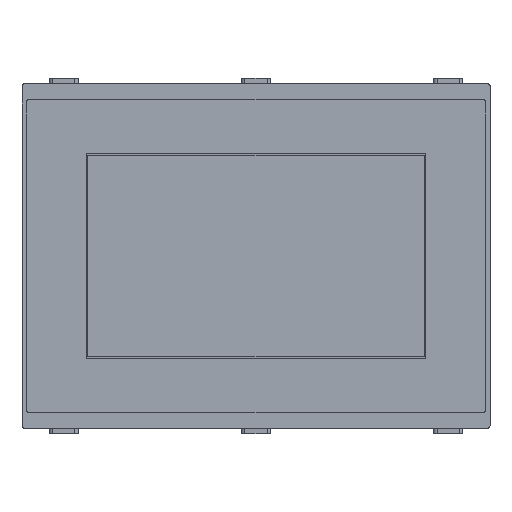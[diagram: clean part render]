
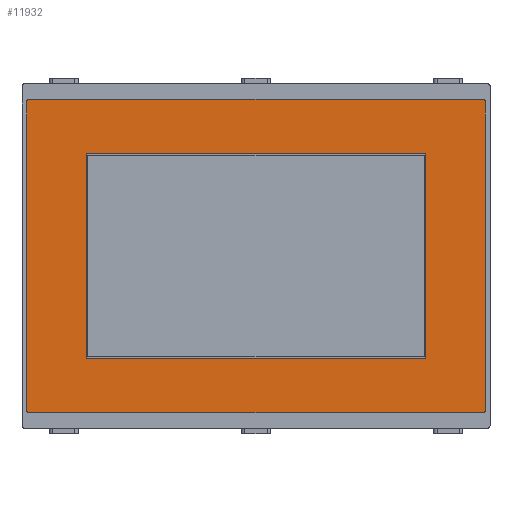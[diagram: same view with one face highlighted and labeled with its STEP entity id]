
A CAD part, top view. The second image highlights one B-rep face of the part: STEP entity #11932.
In plain terms, the highlighted face is planar.
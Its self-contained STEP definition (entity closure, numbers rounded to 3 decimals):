
#144=FACE_BOUND('',#1420,.T.);
#230=PLANE('',#12747);
#769=FACE_OUTER_BOUND('',#1419,.T.);
#1419=EDGE_LOOP('',(#7916,#7917,#7918,#7919,#7920,#7921,#7922,#7923));
#1420=EDGE_LOOP('',(#7924,#7925,#7926,#7927));
#2146=LINE('',#16530,#3565);
#2150=LINE('',#16542,#3569);
#2154=LINE('',#16554,#3573);
#2158=LINE('',#16564,#3577);
#2159=LINE('',#16568,#3578);
#2160=LINE('',#16570,#3579);
#2161=LINE('',#16572,#3580);
#2162=LINE('',#16573,#3581);
#3565=VECTOR('',#13533,140.4);
#3569=VECTOR('',#13545,206.);
#3573=VECTOR('',#13557,140.4);
#3577=VECTOR('',#13569,206.);
#3578=VECTOR('',#13572,92.7);
#3579=VECTOR('',#13573,153.65);
#3580=VECTOR('',#13574,92.7);
#3581=VECTOR('',#13575,153.65);
#4982=CIRCLE('',#12733,0.8);
#4984=CIRCLE('',#12737,0.8);
#4986=CIRCLE('',#12741,0.8);
#4988=CIRCLE('',#12745,0.8);
#5152=VERTEX_POINT('',#16521);
#5153=VERTEX_POINT('',#16523);
#5155=VERTEX_POINT('',#16529);
#5157=VERTEX_POINT('',#16535);
#5159=VERTEX_POINT('',#16541);
#5161=VERTEX_POINT('',#16547);
#5163=VERTEX_POINT('',#16553);
#5165=VERTEX_POINT('',#16559);
#5166=VERTEX_POINT('',#16566);
#5167=VERTEX_POINT('',#16567);
#5168=VERTEX_POINT('',#16569);
#5169=VERTEX_POINT('',#16571);
#6232=EDGE_CURVE('',#5153,#5152,#4982,.T.);
#6235=EDGE_CURVE('',#5155,#5153,#2146,.T.);
#6238=EDGE_CURVE('',#5157,#5155,#4984,.T.);
#6241=EDGE_CURVE('',#5159,#5157,#2150,.T.);
#6244=EDGE_CURVE('',#5161,#5159,#4986,.T.);
#6247=EDGE_CURVE('',#5163,#5161,#2154,.T.);
#6250=EDGE_CURVE('',#5165,#5163,#4988,.T.);
#6253=EDGE_CURVE('',#5152,#5165,#2158,.T.);
#6254=EDGE_CURVE('',#5166,#5167,#2159,.T.);
#6255=EDGE_CURVE('',#5167,#5168,#2160,.T.);
#6256=EDGE_CURVE('',#5168,#5169,#2161,.T.);
#6257=EDGE_CURVE('',#5169,#5166,#2162,.T.);
#7916=ORIENTED_EDGE('',*,*,#6253,.T.);
#7917=ORIENTED_EDGE('',*,*,#6250,.T.);
#7918=ORIENTED_EDGE('',*,*,#6247,.T.);
#7919=ORIENTED_EDGE('',*,*,#6244,.T.);
#7920=ORIENTED_EDGE('',*,*,#6241,.T.);
#7921=ORIENTED_EDGE('',*,*,#6238,.T.);
#7922=ORIENTED_EDGE('',*,*,#6235,.T.);
#7923=ORIENTED_EDGE('',*,*,#6232,.T.);
#7924=ORIENTED_EDGE('',*,*,#6254,.T.);
#7925=ORIENTED_EDGE('',*,*,#6255,.T.);
#7926=ORIENTED_EDGE('',*,*,#6256,.T.);
#7927=ORIENTED_EDGE('',*,*,#6257,.T.);
#11932=ADVANCED_FACE('',(#769,#144),#230,.T.);
#12733=AXIS2_PLACEMENT_3D('',#16524,#13527,#13528);
#12737=AXIS2_PLACEMENT_3D('',#16536,#13539,#13540);
#12741=AXIS2_PLACEMENT_3D('',#16548,#13551,#13552);
#12745=AXIS2_PLACEMENT_3D('',#16560,#13563,#13564);
#12747=AXIS2_PLACEMENT_3D('',#16565,#13570,#13571);
#13527=DIRECTION('center_axis',(0.,-1.,0.));
#13528=DIRECTION('ref_axis',(-1.,0.,0.));
#13533=DIRECTION('',(0.,0.,1.));
#13539=DIRECTION('center_axis',(0.,-1.,0.));
#13540=DIRECTION('ref_axis',(0.,0.,1.));
#13545=DIRECTION('',(1.,0.,0.));
#13551=DIRECTION('center_axis',(0.,-1.,0.));
#13552=DIRECTION('ref_axis',(1.,0.,0.));
#13557=DIRECTION('',(0.,0.,-1.));
#13563=DIRECTION('center_axis',(0.,-1.,0.));
#13564=DIRECTION('ref_axis',(0.,0.,-1.));
#13569=DIRECTION('',(-1.,0.,0.));
#13570=DIRECTION('center_axis',(0.,-1.,0.));
#13571=DIRECTION('ref_axis',(1.,0.,0.));
#13572=DIRECTION('',(0.,0.,-1.));
#13573=DIRECTION('',(-1.,0.,0.));
#13574=DIRECTION('',(0.,0.,1.));
#13575=DIRECTION('',(1.,0.,0.));
#16521=CARTESIAN_POINT('',(26.643,58.59,127.551));
#16523=CARTESIAN_POINT('',(27.443,58.59,126.751));
#16524=CARTESIAN_POINT('Origin',(26.643,58.59,126.751));
#16529=CARTESIAN_POINT('',(27.443,58.59,-13.649));
#16530=CARTESIAN_POINT('',(27.443,58.59,126.751));
#16535=CARTESIAN_POINT('',(26.643,58.59,-14.449));
#16536=CARTESIAN_POINT('Origin',(26.643,58.59,-13.649));
#16541=CARTESIAN_POINT('',(-179.357,58.59,-14.449));
#16542=CARTESIAN_POINT('',(26.643,58.59,-14.449));
#16547=CARTESIAN_POINT('',(-180.157,58.59,-13.649));
#16548=CARTESIAN_POINT('Origin',(-179.357,58.59,-13.649));
#16553=CARTESIAN_POINT('',(-180.157,58.59,126.751));
#16554=CARTESIAN_POINT('',(-180.157,58.59,-13.649));
#16559=CARTESIAN_POINT('',(-179.357,58.59,127.551));
#16560=CARTESIAN_POINT('Origin',(-179.357,58.59,126.751));
#16564=CARTESIAN_POINT('',(-179.357,58.59,127.551));
#16565=CARTESIAN_POINT('Origin',(-76.357,58.59,56.551));
#16566=CARTESIAN_POINT('',(0.468,58.59,102.901));
#16567=CARTESIAN_POINT('',(0.468,58.59,10.201));
#16568=CARTESIAN_POINT('',(0.468,58.59,33.376));
#16569=CARTESIAN_POINT('',(-153.182,58.59,10.201));
#16570=CARTESIAN_POINT('',(-114.77,58.59,10.201));
#16571=CARTESIAN_POINT('',(-153.182,58.59,102.901));
#16572=CARTESIAN_POINT('',(-153.182,58.59,79.726));
#16573=CARTESIAN_POINT('',(-37.945,58.59,102.901));
